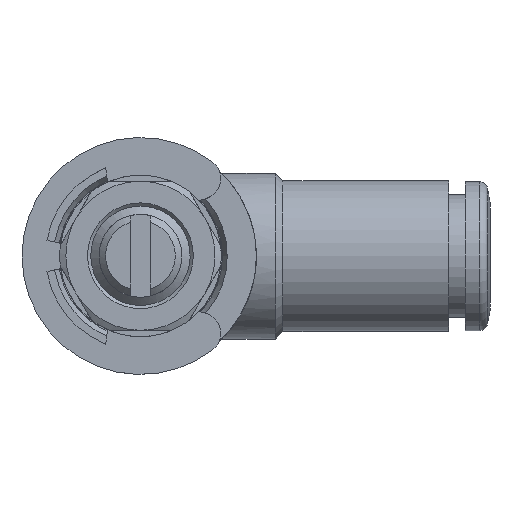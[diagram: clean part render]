
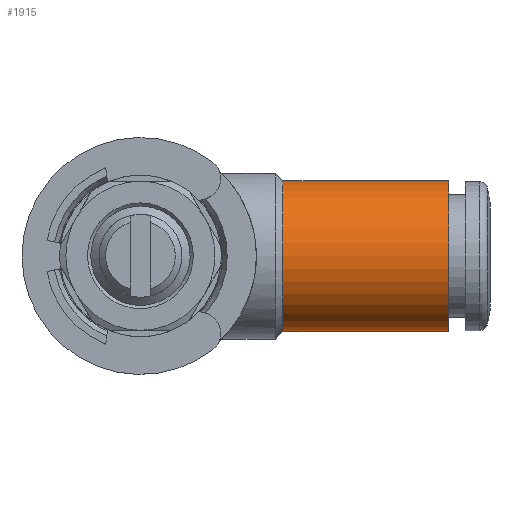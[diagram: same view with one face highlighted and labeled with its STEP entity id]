
A CAD part, top view. The second image highlights one B-rep face of the part: STEP entity #1915.
In plain terms, the highlighted cylindrical face has radius 4.55 mm (diameter 9.1 mm), a full revolution.
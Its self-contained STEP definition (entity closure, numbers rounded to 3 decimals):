
#352=FACE_BOUND('',#629,.T.);
#458=FACE_OUTER_BOUND('',#628,.T.);
#628=EDGE_LOOP('',(#1515));
#629=EDGE_LOOP('',(#1516));
#824=CIRCLE('',#2115,4.55);
#825=CIRCLE('',#2117,4.55);
#975=VERTEX_POINT('',#4468);
#976=VERTEX_POINT('',#4471);
#1183=EDGE_CURVE('',#975,#975,#824,.T.);
#1184=EDGE_CURVE('',#976,#976,#825,.T.);
#1515=ORIENTED_EDGE('',*,*,#1184,.T.);
#1516=ORIENTED_EDGE('',*,*,#1183,.F.);
#1844=CYLINDRICAL_SURFACE('',#2116,4.55);
#1915=ADVANCED_FACE('',(#458,#352),#1844,.T.);
#2115=AXIS2_PLACEMENT_3D('',#4469,#2526,#2527);
#2116=AXIS2_PLACEMENT_3D('',#4470,#2528,#2529);
#2117=AXIS2_PLACEMENT_3D('',#4472,#2530,#2531);
#2526=DIRECTION('center_axis',(-1.,0.,0.));
#2527=DIRECTION('ref_axis',(0.,0.,1.));
#2528=DIRECTION('center_axis',(-1.,0.,0.));
#2529=DIRECTION('ref_axis',(0.,0.,1.));
#2530=DIRECTION('center_axis',(-1.,0.,0.));
#2531=DIRECTION('ref_axis',(0.,0.,1.));
#4468=CARTESIAN_POINT('',(21.625,12.153,19.662));
#4469=CARTESIAN_POINT('Origin',(21.625,12.153,15.112));
#4470=CARTESIAN_POINT('Origin',(31.625,12.153,15.112));
#4471=CARTESIAN_POINT('',(31.625,12.153,19.662));
#4472=CARTESIAN_POINT('Origin',(31.625,12.153,15.112));
